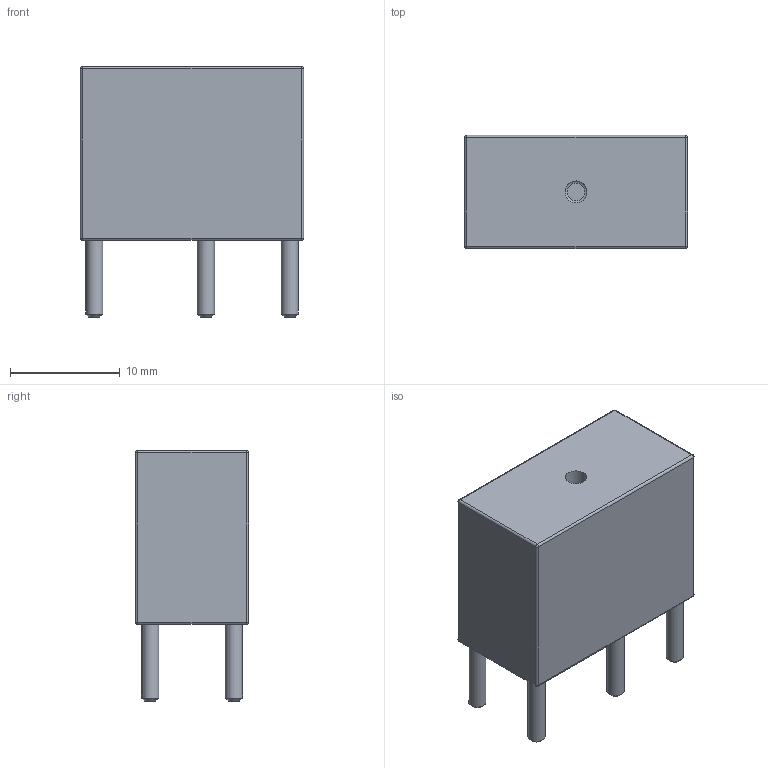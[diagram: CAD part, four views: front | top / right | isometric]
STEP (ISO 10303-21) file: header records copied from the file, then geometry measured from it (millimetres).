
FILE_DESCRIPTION(('FreeCAD Model'),'2;1');
FILE_NAME('Z3632-ND.step', '2017-01-08T16:57:50',(''),(''),'Open CASCADE STEP processor 6.8', 'FreeCAD','Unknown');
FILE_SCHEMA(('AUTOMOTIVE_DESIGN_CC2 { 1 2 10303 214 -1 1 5 4 }'));
Length unit declared in the file: millimetre
Products named in the file (2): ASSEMBLY; Z3632-ND
Assembly tree (1 placements, depth 2):
  ASSEMBLY
    Z3632-ND
Bounding box: 20.3 x 10.3 x 22.8 mm (x, y, z)
Volume: 3340.2 mm3; surface area: 1550.2 mm2
Topology: 5 solids, 5 shells, 45 faces, 81 edges, 39 vertices
Faces by surface type: cylinder 17, plane 15, sphere 8, cone 4, torus 1
Full cylindrical faces by diameter (mm): 1.575 x4, 2 x1
Entity records: 2290 total; most frequent: CARTESIAN_POINT 407, DIRECTION 301, ORIENTED_EDGE 146, PCURVE 146, DEFINITIONAL_REPRESENTATION 146, LINE 127, VECTOR 127, AXIS2_PLACEMENT_3D 87
